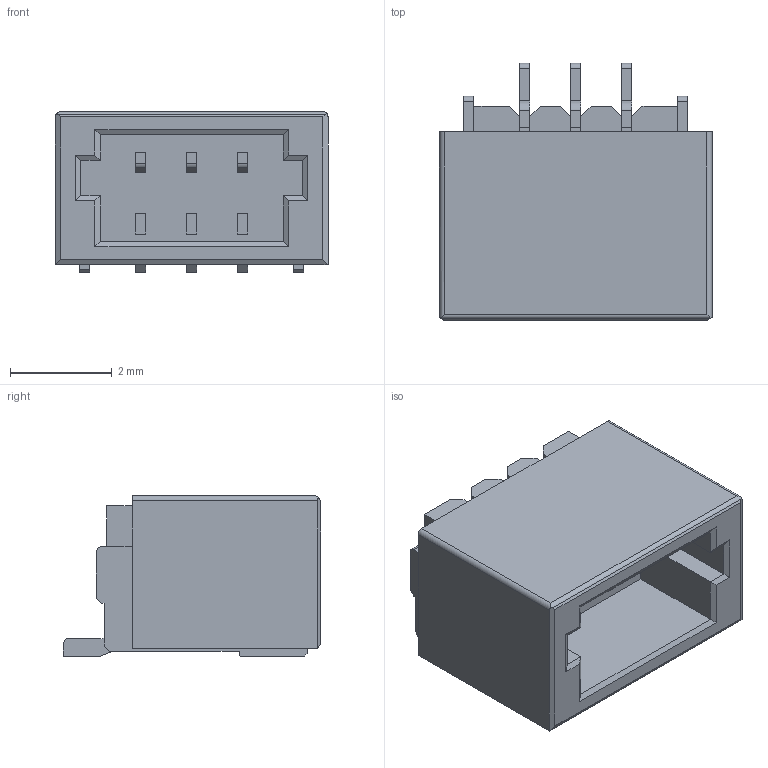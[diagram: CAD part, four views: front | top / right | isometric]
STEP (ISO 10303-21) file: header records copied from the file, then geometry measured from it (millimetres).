
FILE_DESCRIPTION(/* description */ (''),/* implementation_level */ '2;1');
FILE_NAME(/* name */ 'CONN-SMD_3P-P1.00_WAFER-SH1.0-3PWB.step',/* time_stamp */ '2024-11-08T23:09:11+08:00',/* author */ (''),/* organization */ (''),/* preprocessor_version */ 'ST-DEVELOPER v20',/* originating_system */ 'Autodesk Translation Framework v13.20.0.188',/* authorisation */ '');
FILE_SCHEMA (('AUTOMOTIVE_DESIGN { 1 0 10303 214 3 1 1 }'));
Length unit declared in the file: millimetre
Products named in the file (2): CONN-SMD_3P-P1.00_WAFER-SH1.0-3PWB; COMPOUND
Assembly tree (1 placements, depth 2):
  CONN-SMD_3P-P1.00_WAFER-SH1.0-3PWB
    COMPOUND
Bounding box: 5.36 x 5.05 x 3.15 mm (x, y, z)
Volume: 49.5 mm3; surface area: 216.6 mm2
Topology: 7 solids, 7 shells, 436 faces, 1210 edges, 802 vertices
Faces by surface type: plane 317, bspline 98, cylinder 21
Entity records: 14841 total; most frequent: CARTESIAN_POINT 3511, ORIENTED_EDGE 2420, DIRECTION 1920, EDGE_CURVE 1210, LINE 970, VECTOR 970, VERTEX_POINT 802, AXIS2_PLACEMENT_3D 475
